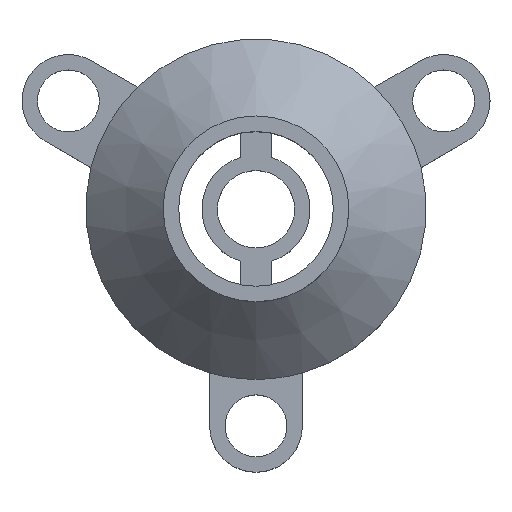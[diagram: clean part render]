
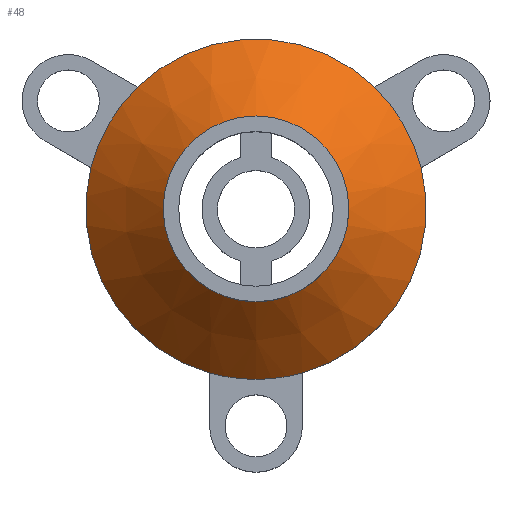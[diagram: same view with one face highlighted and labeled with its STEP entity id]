
A CAD part, top view. The second image highlights one B-rep face of the part: STEP entity #48.
In plain terms, the highlighted conical face has half-angle 45 degrees and reference radius 8.5 mm.
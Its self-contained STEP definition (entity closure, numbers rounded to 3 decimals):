
#48=ADVANCED_FACE('',(#81,#83),#85,.T.);
#81=FACE_BOUND('',#82,.T.);
#82=EDGE_LOOP('',(#352,#353,#354,#355,#356,#357,#358));
#83=FACE_OUTER_BOUND('',#84,.T.);
#84=EDGE_LOOP('',(#359));
#85=CONICAL_SURFACE('',#86,8.5,0.785);
#86=AXIS2_PLACEMENT_3D('',#87,#88,#89);
#87=CARTESIAN_POINT('',(0.,0.,5.5));
#88=DIRECTION('',(0.,0.,-1.));
#89=DIRECTION('',(0.,1.,0.));
#352=ORIENTED_EDGE('',*,*,#510,.T.);
#353=ORIENTED_EDGE('',*,*,#511,.T.);
#354=ORIENTED_EDGE('',*,*,#512,.T.);
#355=ORIENTED_EDGE('',*,*,#513,.T.);
#356=ORIENTED_EDGE('',*,*,#514,.T.);
#357=ORIENTED_EDGE('',*,*,#515,.T.);
#358=ORIENTED_EDGE('',*,*,#516,.T.);
#359=ORIENTED_EDGE('',*,*,#517,.F.);
#510=EDGE_CURVE('',#589,#590,#591,.T.);
#511=EDGE_CURVE('',#590,#592,#593,.T.);
#512=EDGE_CURVE('',#592,#594,#595,.T.);
#513=EDGE_CURVE('',#594,#596,#597,.T.);
#514=EDGE_CURVE('',#596,#598,#599,.T.);
#515=EDGE_CURVE('',#598,#600,#601,.T.);
#516=EDGE_CURVE('',#600,#589,#602,.T.);
#517=EDGE_CURVE('',#603,#603,#604,.T.);
#589=VERTEX_POINT('',#724);
#590=VERTEX_POINT('',#725);
#591=CIRCLE('',#726,11.);
#592=VERTEX_POINT('',#730);
#593=CIRCLE('',#731,11.);
#594=VERTEX_POINT('',#735);
#595=CIRCLE('',#736,11.);
#596=VERTEX_POINT('',#740);
#597=CIRCLE('',#741,11.);
#598=VERTEX_POINT('',#745);
#599=CIRCLE('',#746,11.);
#600=VERTEX_POINT('',#750);
#601=CIRCLE('',#751,11.);
#602=CIRCLE('',#755,11.);
#603=VERTEX_POINT('',#759);
#604=CIRCLE('',#760,6.);
#724=CARTESIAN_POINT('',(10.665,2.693,3.));
#725=CARTESIAN_POINT('',(7.665,7.89,3.));
#726=AXIS2_PLACEMENT_3D('',#727,#728,#729);
#727=CARTESIAN_POINT('',(0.,0.,3.));
#728=DIRECTION('',(0.,0.,1.));
#729=DIRECTION('',(0.97,0.245,0.));
#730=CARTESIAN_POINT('',(-7.665,7.89,3.));
#731=AXIS2_PLACEMENT_3D('',#732,#733,#734);
#732=CARTESIAN_POINT('',(0.,0.,3.));
#733=DIRECTION('',(0.,0.,1.));
#734=DIRECTION('',(0.697,0.717,0.));
#735=CARTESIAN_POINT('',(-10.665,2.693,3.));
#736=AXIS2_PLACEMENT_3D('',#737,#738,#739);
#737=CARTESIAN_POINT('',(0.,0.,3.));
#738=DIRECTION('',(0.,0.,1.));
#739=DIRECTION('',(-0.697,0.717,0.));
#740=CARTESIAN_POINT('',(-3.,-10.583,3.));
#741=AXIS2_PLACEMENT_3D('',#742,#743,#744);
#742=CARTESIAN_POINT('',(0.,0.,3.));
#743=DIRECTION('',(0.,0.,1.));
#744=DIRECTION('',(-0.97,0.245,0.));
#745=CARTESIAN_POINT('',(0.,-11.,3.));
#746=AXIS2_PLACEMENT_3D('',#747,#748,#749);
#747=CARTESIAN_POINT('',(0.,0.,3.));
#748=DIRECTION('',(0.,0.,1.));
#749=DIRECTION('',(-0.273,-0.962,0.));
#750=CARTESIAN_POINT('',(3.,-10.583,3.));
#751=AXIS2_PLACEMENT_3D('',#752,#753,#754);
#752=CARTESIAN_POINT('',(0.,0.,3.));
#753=DIRECTION('',(0.,0.,1.));
#754=DIRECTION('',(0.,-1.,0.));
#755=AXIS2_PLACEMENT_3D('',#756,#757,#758);
#756=CARTESIAN_POINT('',(0.,0.,3.));
#757=DIRECTION('',(0.,0.,1.));
#758=DIRECTION('',(0.273,-0.962,0.));
#759=CARTESIAN_POINT('',(0.,-6.,8.));
#760=AXIS2_PLACEMENT_3D('',#761,#762,#763);
#761=CARTESIAN_POINT('',(0.,0.,8.));
#762=DIRECTION('',(0.,0.,1.));
#763=DIRECTION('',(0.,-1.,0.));
